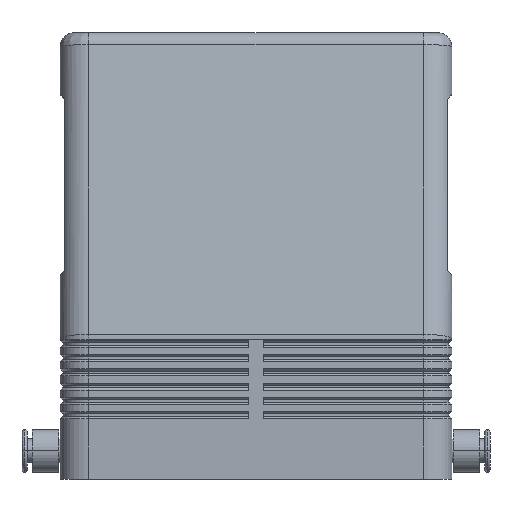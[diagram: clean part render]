
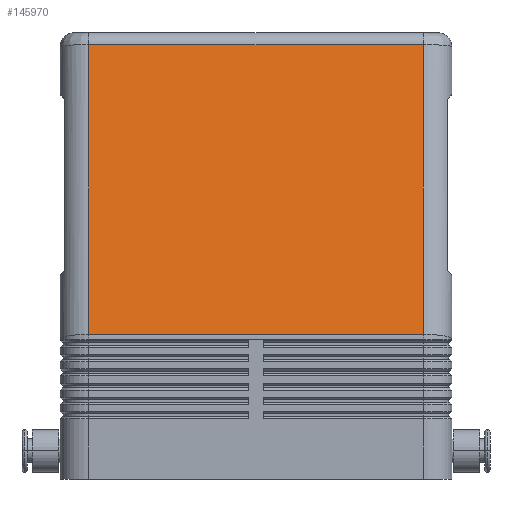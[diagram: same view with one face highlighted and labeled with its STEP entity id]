
A CAD part, left-side view. The second image highlights one B-rep face of the part: STEP entity #145970.
In plain terms, the highlighted planar face has unit normal (-0.986, 0, 0.166).
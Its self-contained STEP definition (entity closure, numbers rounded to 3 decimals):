
#5540=CARTESIAN_POINT('',(-46.667,35.25,30.493));
#5550=VERTEX_POINT('',#5540);
#5580=CARTESIAN_POINT('',(-46.667,-35.25,30.493));
#5590=DIRECTION('',(0.,1.,0.));
#5600=VECTOR('',#5590,1.);
#5610=LINE('',#5580,#5600);
#5620=CARTESIAN_POINT('',(-46.667,-35.25,30.493));
#5630=VERTEX_POINT('',#5620);
#5640=EDGE_CURVE('',#5630,#5550,#5610,.T.);
#5940=CARTESIAN_POINT('',(-36.42,35.25,91.497));
#5950=VERTEX_POINT('',#5940);
#5980=CARTESIAN_POINT('',(-46.667,35.25,30.493));
#5990=DIRECTION('',(0.166,0.,0.986));
#6000=VECTOR('',#5990,1.);
#6010=LINE('',#5980,#6000);
#6020=EDGE_CURVE('',#5550,#5950,#6010,.T.);
#8480=CARTESIAN_POINT('',(-36.42,35.25,91.497));
#8490=DIRECTION('',(0.,-1.,0.));
#8500=VECTOR('',#8490,1.);
#8510=LINE('',#8480,#8500);
#8520=CARTESIAN_POINT('',(-36.42,-35.25,91.497));
#8530=VERTEX_POINT('',#8520);
#8540=EDGE_CURVE('',#5950,#8530,#8510,.T.);
#41840=CARTESIAN_POINT('',(-36.42,-35.25,91.497));
#41850=DIRECTION('',(-0.166,0.,-0.986));
#41860=VECTOR('',#41850,1.);
#41870=LINE('',#41840,#41860);
#41880=EDGE_CURVE('',#8530,#5630,#41870,.T.);
#145860=CARTESIAN_POINT('',(-47.692,-42.3,24.393));
#145870=DIRECTION('',(-0.986,0.,0.166));
#145880=DIRECTION('',(0.166,0.,0.986));
#145890=AXIS2_PLACEMENT_3D('',#145860,#145870,#145880);
#145900=PLANE('',#145890);
#145910=ORIENTED_EDGE('',*,*,#41880,.F.);
#145920=ORIENTED_EDGE('',*,*,#5640,.F.);
#145930=ORIENTED_EDGE('',*,*,#6020,.F.);
#145940=ORIENTED_EDGE('',*,*,#8540,.F.);
#145950=EDGE_LOOP('',(#145940,#145930,#145920,#145910));
#145960=FACE_OUTER_BOUND('',#145950,.T.);
#145970=ADVANCED_FACE('',(#145960),#145900,.T.);
